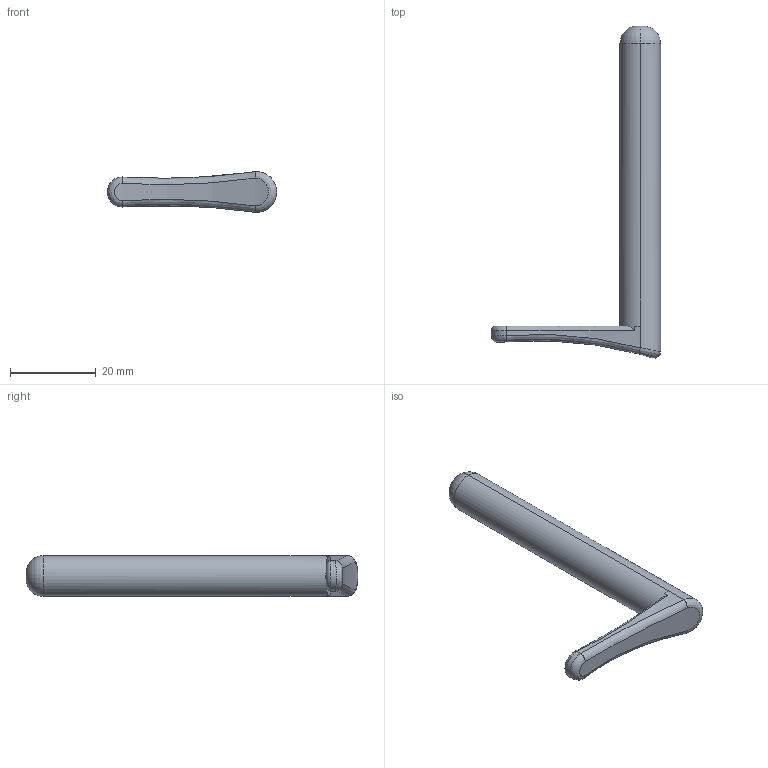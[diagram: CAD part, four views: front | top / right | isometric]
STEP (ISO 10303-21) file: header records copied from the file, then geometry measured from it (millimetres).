
FILE_DESCRIPTION (( 'STEP AP203' ), '1' );
FILE_NAME ('pallet_bar_xl.STEP', '2023-10-27T14:15:43', ( 'Neurobiology' ), ( '' ), 'SwSTEP 2.0', 'SolidWorks 2021', '' );
FILE_SCHEMA (( 'CONFIG_CONTROL_DESIGN' ));
Length unit declared in the file: millimetre
Products named in the file (1): pallet_bar_xl
Bounding box: 39.5 x 77.43 x 9.5 mm (x, y, z)
Volume: 6120.3 mm3; surface area: 2918.7 mm2
Topology: 1 solids, 1 shells, 20 faces, 48 edges, 30 vertices
Faces by surface type: bspline 9, plane 5, torus 3, cylinder 3
Entity records: 1231 total; most frequent: CARTESIAN_POINT 765, ORIENTED_EDGE 96, DIRECTION 57, EDGE_CURVE 48, VERTEX_POINT 30, B_SPLINE_CURVE_WITH_KNOTS 26, AXIS2_PLACEMENT_3D 24, FACE_OUTER_BOUND 20
